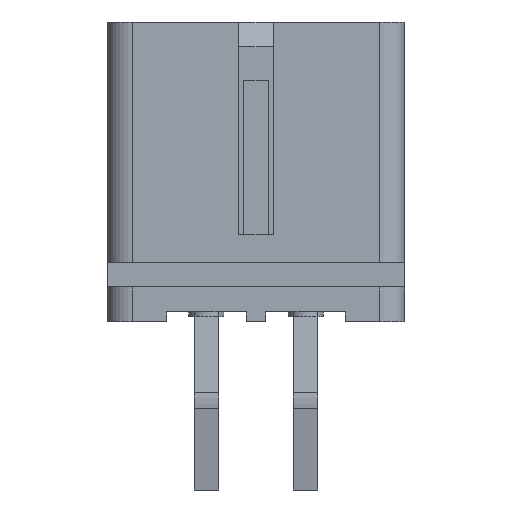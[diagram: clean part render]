
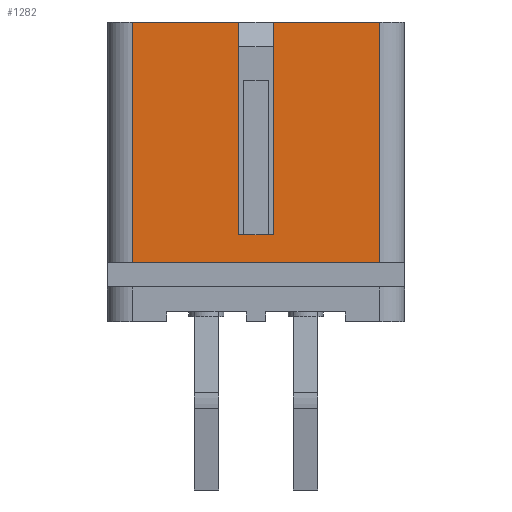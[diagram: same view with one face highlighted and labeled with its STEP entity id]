
A CAD part, front view. The second image highlights one B-rep face of the part: STEP entity #1282.
In plain terms, the highlighted planar face has unit normal (0, -1, 0).
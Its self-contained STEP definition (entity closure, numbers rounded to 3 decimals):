
#49 = ORIENTED_EDGE ( 'NONE', *, *, #481, .T. ) ;
#128 = CARTESIAN_POINT ( 'NONE',  ( 0.35, -1.75, 0. ) ) ;
#130 = CARTESIAN_POINT ( 'NONE',  ( -2.5, -1.75, 0. ) ) ;
#158 = ORIENTED_EDGE ( 'NONE', *, *, #1746, .T. ) ;
#191 = EDGE_CURVE ( 'NONE', #1304, #1878, #2031, .T. ) ;
#290 = AXIS2_PLACEMENT_3D ( 'NONE', #460, #2740, #1117 ) ;
#297 = CARTESIAN_POINT ( 'NONE',  ( 2.5, -1.75, 0. ) ) ;
#390 = ORIENTED_EDGE ( 'NONE', *, *, #1467, .F. ) ;
#460 = CARTESIAN_POINT ( 'NONE',  ( -2.5, -1.75, 0. ) ) ;
#481 = EDGE_CURVE ( 'NONE', #2555, #1878, #1680, .T. ) ;
#500 = EDGE_CURVE ( 'NONE', #2555, #2755, #1016, .T. ) ;
#520 = DIRECTION ( 'NONE',  ( 1., 0., 0. ) ) ;
#555 = DIRECTION ( 'NONE',  ( 0., 0., -1. ) ) ;
#586 = CARTESIAN_POINT ( 'NONE',  ( 2.5, -1.75, -4.85 ) ) ;
#620 = VECTOR ( 'NONE', #811, 1000. ) ;
#636 = CARTESIAN_POINT ( 'NONE',  ( 2.5, -1.75, 0. ) ) ;
#648 = ORIENTED_EDGE ( 'NONE', *, *, #191, .F. ) ;
#764 = CARTESIAN_POINT ( 'NONE',  ( 0.35, -1.75, 0. ) ) ;
#811 = DIRECTION ( 'NONE',  ( 0., 0., -1. ) ) ;
#944 = VERTEX_POINT ( 'NONE', #130 ) ;
#980 = VECTOR ( 'NONE', #1551, 1000. ) ;
#1016 = LINE ( 'NONE', #1947, #1133 ) ;
#1083 = CARTESIAN_POINT ( 'NONE',  ( -0.35, -1.75, 0. ) ) ;
#1117 = DIRECTION ( 'NONE',  ( 0., 0., -1. ) ) ;
#1122 = CARTESIAN_POINT ( 'NONE',  ( 0.35, -1.75, -4.3 ) ) ;
#1133 = VECTOR ( 'NONE', #2835, 1000. ) ;
#1225 = LINE ( 'NONE', #1901, #2343 ) ;
#1282 = ADVANCED_FACE ( 'NONE', ( #2714 ), #2505, .T. ) ;
#1304 = VERTEX_POINT ( 'NONE', #2922 ) ;
#1467 = EDGE_CURVE ( 'NONE', #2755, #2080, #2004, .T. ) ;
#1551 = DIRECTION ( 'NONE',  ( 1., 0., 0. ) ) ;
#1562 = EDGE_CURVE ( 'NONE', #1733, #2080, #2784, .T. ) ;
#1640 = DIRECTION ( 'NONE',  ( 1., 0., 0. ) ) ;
#1680 = LINE ( 'NONE', #764, #2237 ) ;
#1733 = VERTEX_POINT ( 'NONE', #2194 ) ;
#1746 = EDGE_CURVE ( 'NONE', #944, #1733, #1789, .T. ) ;
#1789 = LINE ( 'NONE', #2731, #2297 ) ;
#1816 = VECTOR ( 'NONE', #520, 1000. ) ;
#1846 = ORIENTED_EDGE ( 'NONE', *, *, #1959, .F. ) ;
#1878 = VERTEX_POINT ( 'NONE', #1122 ) ;
#1901 = CARTESIAN_POINT ( 'NONE',  ( -0.35, -1.75, 0. ) ) ;
#1947 = CARTESIAN_POINT ( 'NONE',  ( 0.35, -1.75, 0. ) ) ;
#1959 = EDGE_CURVE ( 'NONE', #2539, #1304, #1225, .T. ) ;
#2004 = LINE ( 'NONE', #636, #620 ) ;
#2031 = LINE ( 'NONE', #2499, #980 ) ;
#2046 = ORIENTED_EDGE ( 'NONE', *, *, #1562, .T. ) ;
#2080 = VERTEX_POINT ( 'NONE', #586 ) ;
#2101 = DIRECTION ( 'NONE',  ( 0., 0., -1. ) ) ;
#2109 = CARTESIAN_POINT ( 'NONE',  ( -2.5, -1.75, 0. ) ) ;
#2178 = DIRECTION ( 'NONE',  ( 0., 0., -1. ) ) ;
#2194 = CARTESIAN_POINT ( 'NONE',  ( -2.5, -1.75, -4.85 ) ) ;
#2237 = VECTOR ( 'NONE', #2178, 1000. ) ;
#2297 = VECTOR ( 'NONE', #2101, 1000. ) ;
#2307 = VECTOR ( 'NONE', #1640, 1000. ) ;
#2319 = ORIENTED_EDGE ( 'NONE', *, *, #2831, .F. ) ;
#2343 = VECTOR ( 'NONE', #555, 1000. ) ;
#2499 = CARTESIAN_POINT ( 'NONE',  ( -0.35, -1.75, -4.3 ) ) ;
#2505 = PLANE ( 'NONE',  #290 ) ;
#2539 = VERTEX_POINT ( 'NONE', #1083 ) ;
#2549 = ORIENTED_EDGE ( 'NONE', *, *, #500, .F. ) ;
#2555 = VERTEX_POINT ( 'NONE', #128 ) ;
#2563 = CARTESIAN_POINT ( 'NONE',  ( -2.5, -1.75, -4.85 ) ) ;
#2594 = LINE ( 'NONE', #2109, #2307 ) ;
#2714 = FACE_OUTER_BOUND ( 'NONE', #2788, .T. ) ;
#2731 = CARTESIAN_POINT ( 'NONE',  ( -2.5, -1.75, 0. ) ) ;
#2740 = DIRECTION ( 'NONE',  ( 0., -1., 0. ) ) ;
#2755 = VERTEX_POINT ( 'NONE', #297 ) ;
#2784 = LINE ( 'NONE', #2563, #1816 ) ;
#2788 = EDGE_LOOP ( 'NONE', ( #2319, #158, #2046, #390, #2549, #49, #648, #1846 ) ) ;
#2831 = EDGE_CURVE ( 'NONE', #944, #2539, #2594, .T. ) ;
#2835 = DIRECTION ( 'NONE',  ( 1., 0., 0. ) ) ;
#2922 = CARTESIAN_POINT ( 'NONE',  ( -0.35, -1.75, -4.3 ) ) ;
